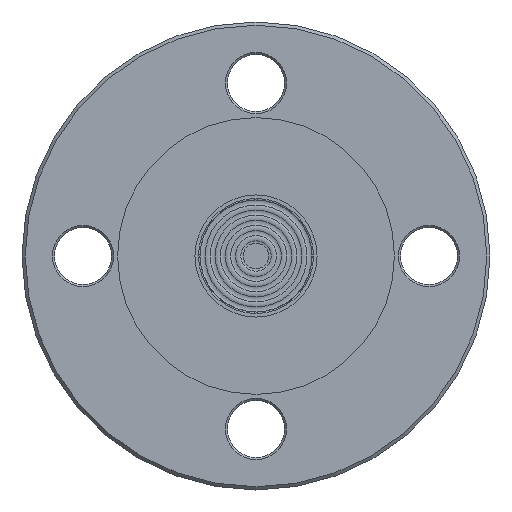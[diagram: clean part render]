
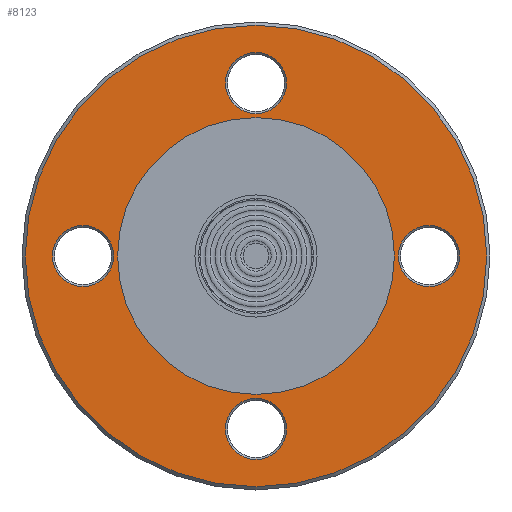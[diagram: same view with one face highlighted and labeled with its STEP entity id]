
A CAD part, front view. The second image highlights one B-rep face of the part: STEP entity #8123.
In plain terms, the highlighted planar face has unit normal (0, -1, 0).
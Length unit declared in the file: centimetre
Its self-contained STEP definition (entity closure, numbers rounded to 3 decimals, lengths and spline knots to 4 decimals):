
#466=FACE_BOUND('',#1507,.T.);
#467=FACE_BOUND('',#1508,.T.);
#468=FACE_BOUND('',#1509,.T.);
#469=FACE_BOUND('',#1510,.T.);
#470=FACE_BOUND('',#1511,.T.);
#966=FACE_OUTER_BOUND('',#1506,.T.);
#1506=EDGE_LOOP('',(#7023));
#1507=EDGE_LOOP('',(#7024));
#1508=EDGE_LOOP('',(#7025));
#1509=EDGE_LOOP('',(#7026));
#1510=EDGE_LOOP('',(#7027));
#1511=EDGE_LOOP('',(#7028));
#2926=CIRCLE('',#9136,3.4);
#2927=CIRCLE('',#9138,5.67);
#2940=CIRCLE('',#9159,0.75);
#2942=CIRCLE('',#9163,0.75);
#2944=CIRCLE('',#9167,0.75);
#2946=CIRCLE('',#9171,0.75);
#3632=VERTEX_POINT('',#16323);
#3633=VERTEX_POINT('',#16326);
#3646=VERTEX_POINT('',#16360);
#3648=VERTEX_POINT('',#16366);
#3650=VERTEX_POINT('',#16372);
#3652=VERTEX_POINT('',#16378);
#4765=EDGE_CURVE('',#3632,#3632,#2926,.T.);
#4766=EDGE_CURVE('',#3633,#3633,#2927,.T.);
#4779=EDGE_CURVE('',#3646,#3646,#2940,.T.);
#4781=EDGE_CURVE('',#3648,#3648,#2942,.T.);
#4783=EDGE_CURVE('',#3650,#3650,#2944,.T.);
#4785=EDGE_CURVE('',#3652,#3652,#2946,.T.);
#7023=ORIENTED_EDGE('',*,*,#4766,.T.);
#7024=ORIENTED_EDGE('',*,*,#4783,.F.);
#7025=ORIENTED_EDGE('',*,*,#4779,.F.);
#7026=ORIENTED_EDGE('',*,*,#4765,.F.);
#7027=ORIENTED_EDGE('',*,*,#4781,.F.);
#7028=ORIENTED_EDGE('',*,*,#4785,.F.);
#7149=PLANE('',#9170);
#8123=ADVANCED_FACE('',(#966,#466,#467,#468,#469,#470),#7149,.T.);
#9136=AXIS2_PLACEMENT_3D('',#16324,#11470,#11471);
#9138=AXIS2_PLACEMENT_3D('',#16327,#11474,#11475);
#9159=AXIS2_PLACEMENT_3D('',#16361,#11516,#11517);
#9163=AXIS2_PLACEMENT_3D('',#16367,#11524,#11525);
#9167=AXIS2_PLACEMENT_3D('',#16373,#11532,#11533);
#9170=AXIS2_PLACEMENT_3D('',#16377,#11538,#11539);
#9171=AXIS2_PLACEMENT_3D('',#16379,#11540,#11541);
#11470=DIRECTION('center_axis',(0.,-1.,0.));
#11471=DIRECTION('ref_axis',(1.,0.,0.));
#11474=DIRECTION('center_axis',(0.,-1.,0.));
#11475=DIRECTION('ref_axis',(1.,0.,0.));
#11516=DIRECTION('center_axis',(0.,-1.,0.));
#11517=DIRECTION('ref_axis',(1.,0.,0.));
#11524=DIRECTION('center_axis',(0.,-1.,0.));
#11525=DIRECTION('ref_axis',(1.,0.,0.));
#11532=DIRECTION('center_axis',(0.,-1.,0.));
#11533=DIRECTION('ref_axis',(1.,0.,0.));
#11538=DIRECTION('center_axis',(0.,-1.,0.));
#11539=DIRECTION('ref_axis',(0.,0.,-1.));
#11540=DIRECTION('center_axis',(0.,-1.,0.));
#11541=DIRECTION('ref_axis',(1.,0.,0.));
#16323=CARTESIAN_POINT('',(3.523,-2.2803,0.0156));
#16324=CARTESIAN_POINT('Origin',(0.123,-2.2803,0.0156));
#16326=CARTESIAN_POINT('',(5.793,-2.2803,0.0156));
#16327=CARTESIAN_POINT('Origin',(0.123,-2.2803,0.0156));
#16360=CARTESIAN_POINT('',(-4.877,-2.2803,0.0156));
#16361=CARTESIAN_POINT('Origin',(-4.127,-2.2803,0.0156));
#16366=CARTESIAN_POINT('',(-0.627,-2.2803,-4.2344));
#16367=CARTESIAN_POINT('Origin',(0.123,-2.2803,-4.2344));
#16372=CARTESIAN_POINT('',(-0.627,-2.2803,4.2656));
#16373=CARTESIAN_POINT('Origin',(0.123,-2.2803,4.2656));
#16377=CARTESIAN_POINT('Origin',(3.548,-2.2803,0.0156));
#16378=CARTESIAN_POINT('',(3.623,-2.2803,0.0156));
#16379=CARTESIAN_POINT('Origin',(4.373,-2.2803,0.0156));
